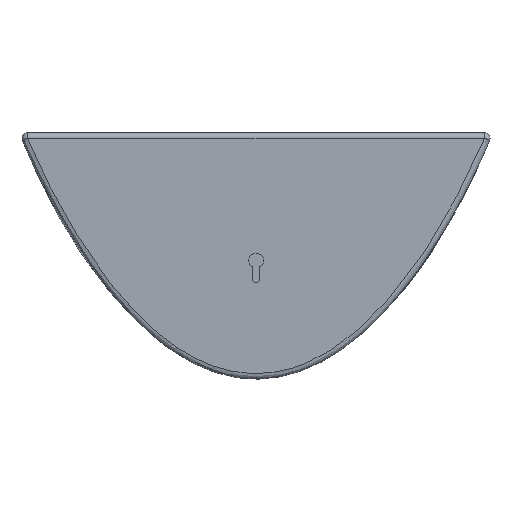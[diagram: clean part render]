
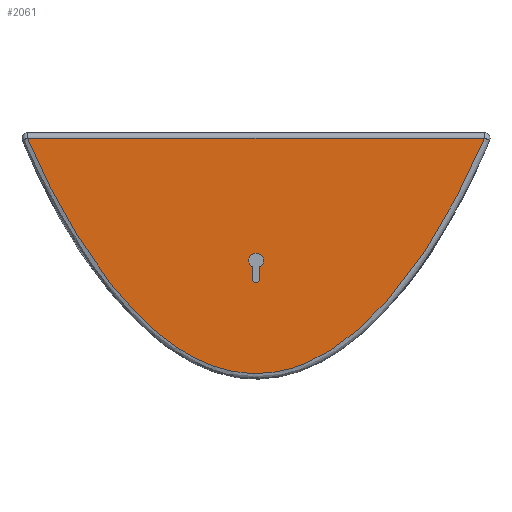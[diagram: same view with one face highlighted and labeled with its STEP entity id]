
A CAD part, front view. The second image highlights one B-rep face of the part: STEP entity #2061.
In plain terms, the highlighted planar face has unit normal (0, -1, 0).
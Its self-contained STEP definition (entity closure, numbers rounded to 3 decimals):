
#48=FACE_BOUND('',#655,.T.);
#150=B_SPLINE_CURVE_WITH_KNOTS('',3,(#11879,#11880,#11881,#11882,#11883,
#11884,#11885,#11886,#11887,#11888,#11889,#11890,#11891,#11892,#11893,#11894,
#11895,#11896,#11897,#11898,#11899,#11900,#11901,#11902,#11903),
 .UNSPECIFIED.,.F.,.F.,(4,1,1,1,1,1,2,1,1,1,1,1,1,1,2,1,1,1,1,1,4),(0.089,
0.158,0.227,0.364,0.64,
1.19,2.84,3.599,4.168,4.358,
4.737,5.116,5.306,5.875,6.633,
8.284,8.834,9.109,9.247,9.316,
9.384),.UNSPECIFIED.);
#259=LINE('',#5921,#346);
#264=LINE('',#5937,#351);
#268=LINE('',#11940,#355);
#346=VECTOR('',#2687,10.);
#351=VECTOR('',#2706,10.);
#355=VECTOR('',#2742,10.);
#522=FACE_OUTER_BOUND('',#654,.T.);
#654=EDGE_LOOP('',(#1798,#1799));
#655=EDGE_LOOP('',(#1800,#1801,#1802,#1803));
#773=CIRCLE('',#2280,0.5);
#775=CIRCLE('',#2283,1.);
#928=VERTEX_POINT('',#5918);
#929=VERTEX_POINT('',#5920);
#931=VERTEX_POINT('',#5926);
#933=VERTEX_POINT('',#5932);
#966=VERTEX_POINT('',#11580);
#967=VERTEX_POINT('',#11585);
#1193=EDGE_CURVE('',#929,#928,#259,.T.);
#1196=EDGE_CURVE('',#931,#929,#773,.T.);
#1200=EDGE_CURVE('',#928,#933,#775,.T.);
#1202=EDGE_CURVE('',#933,#931,#264,.T.);
#1249=EDGE_CURVE('',#966,#967,#150,.T.);
#1253=EDGE_CURVE('',#967,#966,#268,.T.);
#1798=ORIENTED_EDGE('',*,*,#1249,.F.);
#1799=ORIENTED_EDGE('',*,*,#1253,.F.);
#1800=ORIENTED_EDGE('',*,*,#1193,.T.);
#1801=ORIENTED_EDGE('',*,*,#1200,.T.);
#1802=ORIENTED_EDGE('',*,*,#1202,.T.);
#1803=ORIENTED_EDGE('',*,*,#1196,.T.);
#1953=PLANE('',#2301);
#2061=ADVANCED_FACE('',(#522,#48),#1953,.F.);
#2280=AXIS2_PLACEMENT_3D('',#5927,#2693,#2694);
#2283=AXIS2_PLACEMENT_3D('',#5934,#2701,#2702);
#2301=AXIS2_PLACEMENT_3D('',#12076,#2743,#2744);
#2687=DIRECTION('',(0.,0.,1.));
#2693=DIRECTION('center_axis',(0.,1.,0.));
#2694=DIRECTION('ref_axis',(-1.,0.,0.));
#2701=DIRECTION('center_axis',(0.,1.,0.));
#2702=DIRECTION('ref_axis',(0.5,0.,-0.866));
#2706=DIRECTION('',(0.,0.,-1.));
#2742=DIRECTION('',(1.,0.,0.));
#2743=DIRECTION('center_axis',(0.,1.,0.));
#2744=DIRECTION('ref_axis',(0.,0.,1.));
#5918=CARTESIAN_POINT('',(31.507,0.,15.884));
#5920=CARTESIAN_POINT('',(31.507,0.,14.25));
#5921=CARTESIAN_POINT('',(31.507,0.,19.031));
#5926=CARTESIAN_POINT('',(32.507,0.,14.25));
#5927=CARTESIAN_POINT('Origin',(32.007,0.,14.25));
#5932=CARTESIAN_POINT('',(32.507,0.,15.884));
#5934=CARTESIAN_POINT('Origin',(32.007,0.,16.75));
#5937=CARTESIAN_POINT('',(32.507,0.,18.214));
#11580=CARTESIAN_POINT('',(62.874,0.,33.25));
#11585=CARTESIAN_POINT('',(1.126,0.,33.25));
#11879=CARTESIAN_POINT('Ctrl Pts',(62.874,0.,
33.25));
#11880=CARTESIAN_POINT('Ctrl Pts',(62.798,0.,
33.033));
#11881=CARTESIAN_POINT('Ctrl Pts',(62.626,0.,
32.608));
#11882=CARTESIAN_POINT('Ctrl Pts',(62.262,0.,
31.766));
#11883=CARTESIAN_POINT('Ctrl Pts',(61.597,0.,
30.306));
#11884=CARTESIAN_POINT('Ctrl Pts',(60.214,0.,
27.408));
#11885=CARTESIAN_POINT('Ctrl Pts',(56.377,0.,
20.103));
#11886=CARTESIAN_POINT('Ctrl Pts',(52.277,0.,
13.942));
#11887=CARTESIAN_POINT('Ctrl Pts',(46.705,0.,
8.114));
#11888=CARTESIAN_POINT('Ctrl Pts',(43.365,0.,
5.152));
#11889=CARTESIAN_POINT('Ctrl Pts',(38.845,0.,
2.76));
#11890=CARTESIAN_POINT('Ctrl Pts',(35.174,0.,
1.686));
#11891=CARTESIAN_POINT('Ctrl Pts',(32.,0.,
1.303));
#11892=CARTESIAN_POINT('Ctrl Pts',(28.825,0.,
1.687));
#11893=CARTESIAN_POINT('Ctrl Pts',(25.156,0.,
2.759));
#11894=CARTESIAN_POINT('Ctrl Pts',(20.633,0.,
5.153));
#11895=CARTESIAN_POINT('Ctrl Pts',(17.295,0.,
8.114));
#11896=CARTESIAN_POINT('Ctrl Pts',(11.723,0.,
13.942));
#11897=CARTESIAN_POINT('Ctrl Pts',(7.623,0.,
20.103));
#11898=CARTESIAN_POINT('Ctrl Pts',(3.786,0.,
27.408));
#11899=CARTESIAN_POINT('Ctrl Pts',(2.403,0.,
30.306));
#11900=CARTESIAN_POINT('Ctrl Pts',(1.738,0.,
31.766));
#11901=CARTESIAN_POINT('Ctrl Pts',(1.374,0.,
32.608));
#11902=CARTESIAN_POINT('Ctrl Pts',(1.202,0.,
33.034));
#11903=CARTESIAN_POINT('Ctrl Pts',(1.126,0.,
33.25));
#11940=CARTESIAN_POINT('',(32.,0.,33.25));
#12076=CARTESIAN_POINT('Origin',(32.,0.,22.178));
